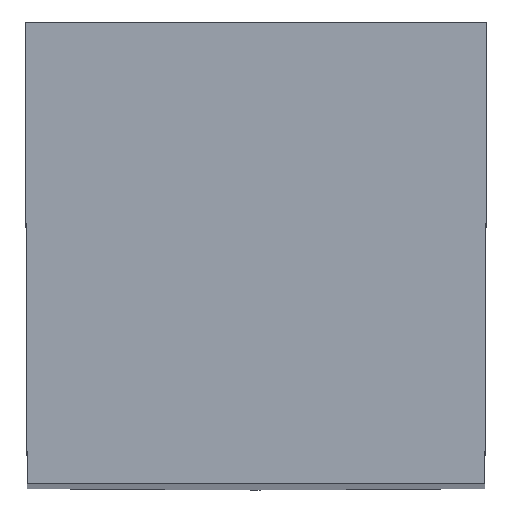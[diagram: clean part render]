
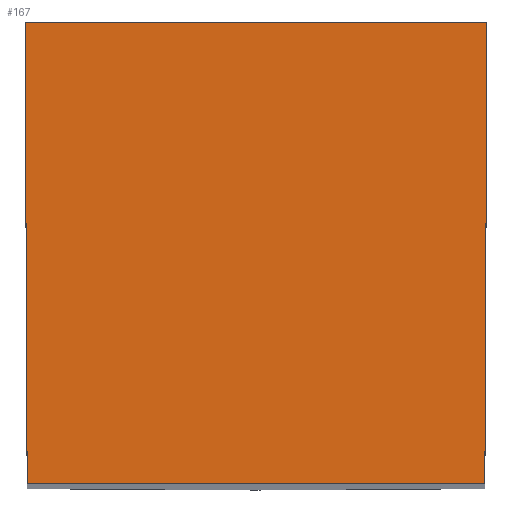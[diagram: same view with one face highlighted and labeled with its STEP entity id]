
A CAD part, top view. The second image highlights one B-rep face of the part: STEP entity #167.
In plain terms, the highlighted planar face has unit normal (0, 0, 1).
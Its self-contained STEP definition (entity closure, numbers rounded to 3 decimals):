
#167=ADVANCED_FACE('',(#220),#200,.F.);
#200=PLANE('',#729);
#220=FACE_OUTER_BOUND('',#242,.T.);
#242=EDGE_LOOP('',(#324,#325,#326,#327));
#324=ORIENTED_EDGE('',*,*,#492,.T.);
#325=ORIENTED_EDGE('',*,*,#497,.T.);
#326=ORIENTED_EDGE('',*,*,#495,.F.);
#327=ORIENTED_EDGE('',*,*,#498,.T.);
#436=VERTEX_POINT('',#1015);
#437=VERTEX_POINT('',#1017);
#438=VERTEX_POINT('',#1021);
#439=VERTEX_POINT('',#1023);
#492=EDGE_CURVE('',#437,#436,#561,.T.);
#495=EDGE_CURVE('',#438,#439,#564,.T.);
#497=EDGE_CURVE('',#436,#439,#566,.T.);
#498=EDGE_CURVE('',#438,#437,#567,.T.);
#561=LINE('',#1016,#611);
#564=LINE('',#1022,#614);
#566=LINE('',#1026,#616);
#567=LINE('',#1028,#617);
#611=VECTOR('',#823,1.);
#614=VECTOR('',#828,1.);
#616=VECTOR('',#832,1.);
#617=VECTOR('',#835,1.);
#729=AXIS2_PLACEMENT_3D('',#1030,#838,#839);
#823=DIRECTION('',(-1.,0.,0.));
#828=DIRECTION('',(-1.,0.,0.));
#832=DIRECTION('',(0.004,-1.,0.));
#835=DIRECTION('',(0.004,1.,0.));
#838=DIRECTION('',(0.,0.,-1.));
#839=DIRECTION('',(1.,0.,0.));
#1015=CARTESIAN_POINT('',(0.,15.95,0.));
#1016=CARTESIAN_POINT('',(18.,15.95,0.));
#1017=CARTESIAN_POINT('',(15.95,15.95,0.));
#1021=CARTESIAN_POINT('',(15.88,0.,0.));
#1022=CARTESIAN_POINT('',(18.,0.,0.));
#1023=CARTESIAN_POINT('',(0.07,0.,0.));
#1026=CARTESIAN_POINT('',(0.,15.95,0.));
#1028=CARTESIAN_POINT('',(15.95,15.95,0.));
#1030=CARTESIAN_POINT('',(18.,17.95,0.));
